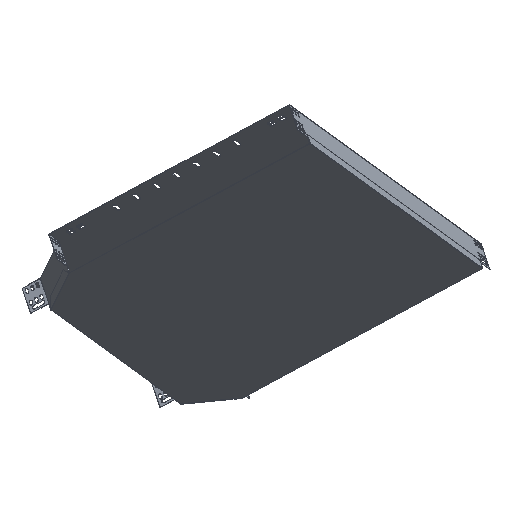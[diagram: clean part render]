
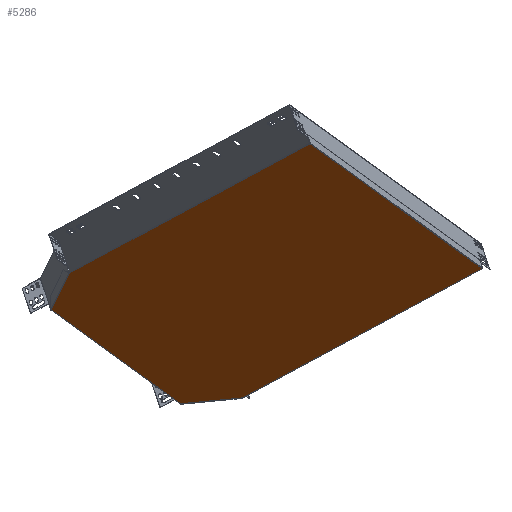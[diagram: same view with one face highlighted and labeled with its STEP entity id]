
A CAD part, front view. The second image highlights one B-rep face of the part: STEP entity #5286.
In plain terms, the highlighted planar face has unit normal (0.283, -0.485, -0.827).
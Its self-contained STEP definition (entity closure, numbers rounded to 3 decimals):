
#49 = ORIENTED_EDGE ( 'NONE', *, *, #13687, .T. ) ;
#100 = ORIENTED_EDGE ( 'NONE', *, *, #13695, .T. ) ;
#217 = CARTESIAN_POINT ( 'NONE',  ( -113.113, 465.549, -305.421 ) ) ;
#234 = ORIENTED_EDGE ( 'NONE', *, *, #7924, .T. ) ;
#295 = ORIENTED_EDGE ( 'NONE', *, *, #13717, .F. ) ;
#369 = ORIENTED_EDGE ( 'NONE', *, *, #13501, .T. ) ;
#540 = ORIENTED_EDGE ( 'NONE', *, *, #13736, .F. ) ;
#634 = ORIENTED_EDGE ( 'NONE', *, *, #13740, .F. ) ;
#786 = DIRECTION ( 'NONE',  ( 0.276, -0.785, 0.555 ) ) ;
#847 = ORIENTED_EDGE ( 'NONE', *, *, #13751, .T. ) ;
#1095 = PLANE ( 'NONE',  #11867 ) ;
#1402 = LINE ( 'NONE', #11084, #1574 ) ;
#1487 = CARTESIAN_POINT ( 'NONE',  ( -348.245, -144.111, -28.065 ) ) ;
#1574 = VECTOR ( 'NONE', #4445, 1000. ) ;
#1730 = VECTOR ( 'NONE', #5495, 1000. ) ;
#1745 = VECTOR ( 'NONE', #14233, 1000. ) ;
#1920 = LINE ( 'NONE', #4341, #1745 ) ;
#2053 = CARTESIAN_POINT ( 'NONE',  ( 160.585, -314.675, 246.005 ) ) ;
#2293 = LINE ( 'NONE', #12117, #1730 ) ;
#2459 = LINE ( 'NONE', #2053, #2820 ) ;
#2807 = VECTOR ( 'NONE', #11971, 1000. ) ;
#2820 = VECTOR ( 'NONE', #9916, 1000. ) ;
#2956 = VECTOR ( 'NONE', #10906, 1000. ) ;
#3165 = LINE ( 'NONE', #9821, #2956 ) ;
#3179 = LINE ( 'NONE', #13065, #2807 ) ;
#3677 = VECTOR ( 'NONE', #786, 1000. ) ;
#4229 = LINE ( 'NONE', #7583, #3677 ) ;
#4265 = CARTESIAN_POINT ( 'NONE',  ( -346.959, -143.572, -27.942 ) ) ;
#4341 = CARTESIAN_POINT ( 'NONE',  ( -347.51, -143.803, -27.995 ) ) ;
#4397 = VECTOR ( 'NONE', #13862, 1000. ) ;
#4425 = LINE ( 'NONE', #7363, #4397 ) ;
#4445 = DIRECTION ( 'NONE',  ( 0.919, 0.385, 0.088 ) ) ;
#4509 = DIRECTION ( 'NONE',  ( -0.283, 0.485, 0.827 ) ) ;
#5006 = CARTESIAN_POINT ( 'NONE',  ( 161.1, -313.739, 245.631 ) ) ;
#5068 = VERTEX_POINT ( 'NONE', #1487 ) ;
#5286 = ADVANCED_FACE ( 'NONE', ( #5318 ), #1095, .F. ) ;
#5318 = FACE_OUTER_BOUND ( 'NONE', #11960, .T. ) ;
#5339 = VERTEX_POINT ( 'NONE', #8040 ) ;
#5495 = DIRECTION ( 'NONE',  ( 0.276, -0.785, 0.555 ) ) ;
#5623 = VECTOR ( 'NONE', #7221, 1000. ) ;
#5638 = LINE ( 'NONE', #11532, #5623 ) ;
#5891 = CARTESIAN_POINT ( 'NONE',  ( 17.199, 518.89, -292.165 ) ) ;
#6120 = VERTEX_POINT ( 'NONE', #7226 ) ;
#7079 = CARTESIAN_POINT ( 'NONE',  ( -112.727, 464.45, -304.644 ) ) ;
#7137 = CARTESIAN_POINT ( 'NONE',  ( -387.222, -33.1, -106.534 ) ) ;
#7221 = DIRECTION ( 'NONE',  ( -0.845, 0.283, -0.455 ) ) ;
#7226 = CARTESIAN_POINT ( 'NONE',  ( -385.936, -32.562, -106.411 ) ) ;
#7363 = CARTESIAN_POINT ( 'NONE',  ( -385.936, -32.562, -106.411 ) ) ;
#7583 = CARTESIAN_POINT ( 'NONE',  ( -112.892, 464.921, -304.977 ) ) ;
#7898 = CARTESIAN_POINT ( 'NONE',  ( -503.023, 300.915, -342.132 ) ) ;
#7906 = VERTEX_POINT ( 'NONE', #217 ) ;
#7924 = EDGE_CURVE ( 'NONE', #10343, #12433, #8874, .T. ) ;
#8040 = CARTESIAN_POINT ( 'NONE',  ( 16.813, 519.989, -292.942 ) ) ;
#8231 = VERTEX_POINT ( 'NONE', #4265 ) ;
#8860 = VECTOR ( 'NONE', #13591, 1000. ) ;
#8874 = LINE ( 'NONE', #5891, #8860 ) ;
#9483 = CARTESIAN_POINT ( 'NONE',  ( 17.199, 518.89, -292.165 ) ) ;
#9634 = CARTESIAN_POINT ( 'NONE',  ( 525.257, 348.723, -18.592 ) ) ;
#9821 = CARTESIAN_POINT ( 'NONE',  ( -114.152, 465.114, -305.521 ) ) ;
#9916 = DIRECTION ( 'NONE',  ( 0.455, 0.827, -0.33 ) ) ;
#10343 = VERTEX_POINT ( 'NONE', #9483 ) ;
#10906 = DIRECTION ( 'NONE',  ( 0.919, 0.385, 0.088 ) ) ;
#11084 = CARTESIAN_POINT ( 'NONE',  ( -386.487, -32.793, -106.464 ) ) ;
#11532 = CARTESIAN_POINT ( 'NONE',  ( 160.424, -313.513, 245.268 ) ) ;
#11867 = AXIS2_PLACEMENT_3D ( 'NONE', #7898, #4509, #12222 ) ;
#11960 = EDGE_LOOP ( 'NONE', ( #14189, #14225, #49, #100, #234, #295, #369, #540, #634, #847 ) ) ;
#11971 = DIRECTION ( 'NONE',  ( 0.276, -0.785, 0.555 ) ) ;
#12117 = CARTESIAN_POINT ( 'NONE',  ( -387.534, -32.212, -107.162 ) ) ;
#12222 = DIRECTION ( 'NONE',  ( -0.455, -0.827, 0.33 ) ) ;
#12433 = VERTEX_POINT ( 'NONE', #9634 ) ;
#12920 = VERTEX_POINT ( 'NONE', #7137 ) ;
#13065 = CARTESIAN_POINT ( 'NONE',  ( 17.033, 519.361, -292.498 ) ) ;
#13501 = EDGE_CURVE ( 'NONE', #14195, #8231, #5638, .T. ) ;
#13583 = EDGE_CURVE ( 'NONE', #6120, #14002, #4425, .T. ) ;
#13591 = DIRECTION ( 'NONE',  ( 0.845, -0.283, 0.455 ) ) ;
#13645 = EDGE_CURVE ( 'NONE', #7906, #14002, #4229, .T. ) ;
#13687 = EDGE_CURVE ( 'NONE', #7906, #5339, #3165, .T. ) ;
#13695 = EDGE_CURVE ( 'NONE', #5339, #10343, #3179, .T. ) ;
#13717 = EDGE_CURVE ( 'NONE', #14195, #12433, #2459, .T. ) ;
#13736 = EDGE_CURVE ( 'NONE', #5068, #8231, #1920, .T. ) ;
#13740 = EDGE_CURVE ( 'NONE', #12920, #5068, #2293, .T. ) ;
#13751 = EDGE_CURVE ( 'NONE', #12920, #6120, #1402, .T. ) ;
#13862 = DIRECTION ( 'NONE',  ( 0.455, 0.827, -0.33 ) ) ;
#14002 = VERTEX_POINT ( 'NONE', #7079 ) ;
#14189 = ORIENTED_EDGE ( 'NONE', *, *, #13583, .T. ) ;
#14195 = VERTEX_POINT ( 'NONE', #5006 ) ;
#14225 = ORIENTED_EDGE ( 'NONE', *, *, #13645, .F. ) ;
#14233 = DIRECTION ( 'NONE',  ( 0.919, 0.385, 0.088 ) ) ;
